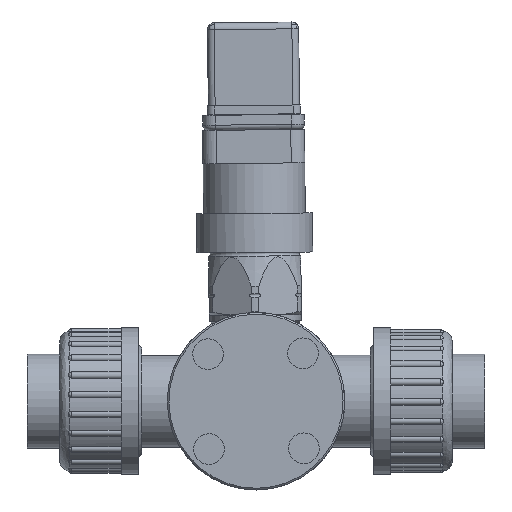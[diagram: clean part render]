
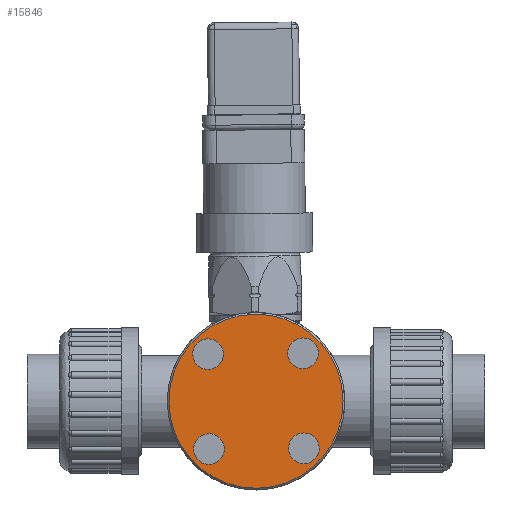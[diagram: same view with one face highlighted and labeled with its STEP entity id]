
A CAD part, front view. The second image highlights one B-rep face of the part: STEP entity #15846.
In plain terms, the highlighted planar face has unit normal (0, -1, 0).
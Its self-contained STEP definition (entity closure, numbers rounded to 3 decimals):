
#475 = CIRCLE ( 'NONE', #4652, 4.5 ) ;
#588 = VERTEX_POINT ( 'NONE', #6125 ) ;
#669 = DIRECTION ( 'NONE',  ( 0., -1., 0. ) ) ;
#1340 = CARTESIAN_POINT ( 'NONE',  ( 0., 0., 25.5 ) ) ;
#1487 = EDGE_CURVE ( 'NONE', #9150, #9150, #475, .T. ) ;
#2207 = EDGE_LOOP ( 'NONE', ( #12065 ) ) ;
#2462 = EDGE_CURVE ( 'NONE', #16529, #16529, #17060, .T. ) ;
#2557 = VERTEX_POINT ( 'NONE', #6676 ) ;
#3150 = EDGE_CURVE ( 'NONE', #588, #588, #10857, .T. ) ;
#3687 = CARTESIAN_POINT ( 'NONE',  ( 13.903, 0., -18.403 ) ) ;
#3897 = PLANE ( 'NONE',  #7422 ) ;
#4376 = DIRECTION ( 'NONE',  ( 0., 0., -1. ) ) ;
#4435 = EDGE_LOOP ( 'NONE', ( #12114 ) ) ;
#4652 = AXIS2_PLACEMENT_3D ( 'NONE', #10531, #7417, #17817 ) ;
#4783 = CARTESIAN_POINT ( 'NONE',  ( 0., 0., 0. ) ) ;
#5117 = AXIS2_PLACEMENT_3D ( 'NONE', #14480, #11368, #4376 ) ;
#5293 = FACE_OUTER_BOUND ( 'NONE', #16546, .T. ) ;
#6125 = CARTESIAN_POINT ( 'NONE',  ( -13.903, 0., -18.403 ) ) ;
#6676 = CARTESIAN_POINT ( 'NONE',  ( 13.903, 0., 9.403 ) ) ;
#7218 = EDGE_LOOP ( 'NONE', ( #9892 ) ) ;
#7314 = DIRECTION ( 'NONE',  ( 0., 0., -1. ) ) ;
#7417 = DIRECTION ( 'NONE',  ( 0., -1., 0. ) ) ;
#7422 = AXIS2_PLACEMENT_3D ( 'NONE', #15414, #11149, #15506 ) ;
#8004 = EDGE_LOOP ( 'NONE', ( #16248 ) ) ;
#8117 = FACE_BOUND ( 'NONE', #7218, .T. ) ;
#8211 = FACE_BOUND ( 'NONE', #2207, .T. ) ;
#8910 = AXIS2_PLACEMENT_3D ( 'NONE', #15548, #15837, #7314 ) ;
#9150 = VERTEX_POINT ( 'NONE', #17843 ) ;
#9892 = ORIENTED_EDGE ( 'NONE', *, *, #12030, .F. ) ;
#10088 = VERTEX_POINT ( 'NONE', #1340 ) ;
#10110 = AXIS2_PLACEMENT_3D ( 'NONE', #4783, #11961, #10541 ) ;
#10454 = DIRECTION ( 'NONE',  ( 0., 0., -1. ) ) ;
#10531 = CARTESIAN_POINT ( 'NONE',  ( -13.903, 0., 13.903 ) ) ;
#10541 = DIRECTION ( 'NONE',  ( 0., 0., 1. ) ) ;
#10857 = CIRCLE ( 'NONE', #5117, 4.5 ) ;
#11063 = FACE_BOUND ( 'NONE', #8004, .T. ) ;
#11149 = DIRECTION ( 'NONE',  ( 0., 1., 0. ) ) ;
#11368 = DIRECTION ( 'NONE',  ( 0., -1., 0. ) ) ;
#11961 = DIRECTION ( 'NONE',  ( 0., -1., 0. ) ) ;
#12030 = EDGE_CURVE ( 'NONE', #2557, #2557, #14903, .T. ) ;
#12065 = ORIENTED_EDGE ( 'NONE', *, *, #1487, .F. ) ;
#12114 = ORIENTED_EDGE ( 'NONE', *, *, #2462, .F. ) ;
#14090 = EDGE_CURVE ( 'NONE', #10088, #10088, #15848, .T. ) ;
#14480 = CARTESIAN_POINT ( 'NONE',  ( -13.903, 0., -13.903 ) ) ;
#14903 = CIRCLE ( 'NONE', #16712, 4.5 ) ;
#15414 = CARTESIAN_POINT ( 'NONE',  ( 0., 0., 0. ) ) ;
#15506 = DIRECTION ( 'NONE',  ( 0., 0., 1. ) ) ;
#15548 = CARTESIAN_POINT ( 'NONE',  ( 13.903, 0., -13.903 ) ) ;
#15597 = FACE_BOUND ( 'NONE', #4435, .T. ) ;
#15837 = DIRECTION ( 'NONE',  ( 0., -1., 0. ) ) ;
#15846 = ADVANCED_FACE ( 'NONE', ( #8211, #8117, #15597, #11063, #5293 ), #3897, .F. ) ;
#15848 = CIRCLE ( 'NONE', #10110, 25.5 ) ;
#16248 = ORIENTED_EDGE ( 'NONE', *, *, #3150, .F. ) ;
#16372 = ORIENTED_EDGE ( 'NONE', *, *, #14090, .T. ) ;
#16529 = VERTEX_POINT ( 'NONE', #3687 ) ;
#16546 = EDGE_LOOP ( 'NONE', ( #16372 ) ) ;
#16712 = AXIS2_PLACEMENT_3D ( 'NONE', #17922, #669, #10454 ) ;
#17060 = CIRCLE ( 'NONE', #8910, 4.5 ) ;
#17817 = DIRECTION ( 'NONE',  ( 0., 0., -1. ) ) ;
#17843 = CARTESIAN_POINT ( 'NONE',  ( -13.903, 0., 9.403 ) ) ;
#17922 = CARTESIAN_POINT ( 'NONE',  ( 13.903, 0., 13.903 ) ) ;
